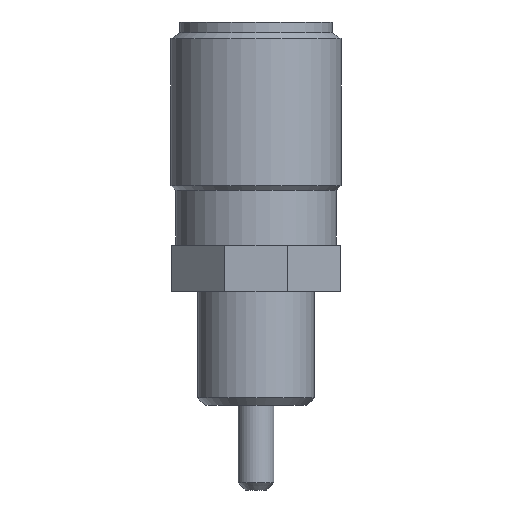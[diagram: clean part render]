
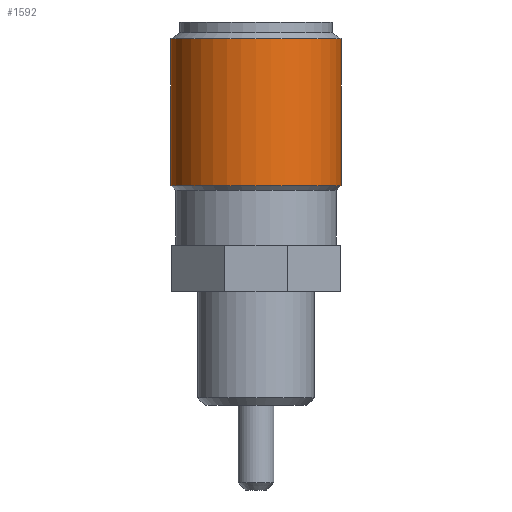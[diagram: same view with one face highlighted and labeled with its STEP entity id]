
A CAD part, front view. The second image highlights one B-rep face of the part: STEP entity #1592.
In plain terms, the highlighted cylindrical face has radius 3.004 mm (diameter 6.008 mm), a full revolution.
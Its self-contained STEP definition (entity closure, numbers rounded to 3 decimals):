
#1525 = CONICAL_SURFACE('',#1526,2.829,0.785);
#1526 = AXIS2_PLACEMENT_3D('',#1527,#1528,#1529);
#1527 = CARTESIAN_POINT('',(0.,0.,3.58));
#1528 = DIRECTION('',(0.,0.,1.));
#1529 = DIRECTION('',(0.,1.,0.));
#1543 = VERTEX_POINT('',#1544);
#1544 = CARTESIAN_POINT('',(0.,3.004,3.754));
#1565 = EDGE_CURVE('',#1543,#1543,#1566,.T.);
#1566 = SURFACE_CURVE('',#1567,(#1572,#1579),.PCURVE_S1.);
#1567 = CIRCLE('',#1568,3.004);
#1568 = AXIS2_PLACEMENT_3D('',#1569,#1570,#1571);
#1569 = CARTESIAN_POINT('',(0.,0.,3.754));
#1570 = DIRECTION('',(0.,0.,-1.));
#1571 = DIRECTION('',(0.,1.,0.));
#1572 = PCURVE('',#1525,#1573);
#1573 = DEFINITIONAL_REPRESENTATION('',(#1574),#1578);
#1574 = LINE('',#1575,#1576);
#1575 = CARTESIAN_POINT('',(-0.,0.175));
#1576 = VECTOR('',#1577,1.);
#1577 = DIRECTION('',(-1.,0.));
#1578 = ( GEOMETRIC_REPRESENTATION_CONTEXT(2) 
PARAMETRIC_REPRESENTATION_CONTEXT() REPRESENTATION_CONTEXT('2D SPACE',''
  ) );
#1579 = PCURVE('',#1580,#1585);
#1580 = CYLINDRICAL_SURFACE('',#1581,3.004);
#1581 = AXIS2_PLACEMENT_3D('',#1582,#1583,#1584);
#1582 = CARTESIAN_POINT('',(0.,0.,3.754));
#1583 = DIRECTION('',(0.,0.,1.));
#1584 = DIRECTION('',(0.,1.,0.));
#1585 = DEFINITIONAL_REPRESENTATION('',(#1586),#1590);
#1586 = LINE('',#1587,#1588);
#1587 = CARTESIAN_POINT('',(-0.,0.));
#1588 = VECTOR('',#1589,1.);
#1589 = DIRECTION('',(-1.,0.));
#1590 = ( GEOMETRIC_REPRESENTATION_CONTEXT(2) 
PARAMETRIC_REPRESENTATION_CONTEXT() REPRESENTATION_CONTEXT('2D SPACE',''
  ) );
#1592 = ADVANCED_FACE('',(#1593),#1580,.T.);
#1593 = FACE_BOUND('',#1594,.F.);
#1594 = EDGE_LOOP('',(#1595,#1596,#1619,#1646));
#1595 = ORIENTED_EDGE('',*,*,#1565,.T.);
#1596 = ORIENTED_EDGE('',*,*,#1597,.T.);
#1597 = EDGE_CURVE('',#1543,#1598,#1600,.T.);
#1598 = VERTEX_POINT('',#1599);
#1599 = CARTESIAN_POINT('',(0.,3.004,8.938));
#1600 = SEAM_CURVE('',#1601,(#1605,#1612),.PCURVE_S1.);
#1601 = LINE('',#1602,#1603);
#1602 = CARTESIAN_POINT('',(0.,3.004,3.754));
#1603 = VECTOR('',#1604,1.);
#1604 = DIRECTION('',(0.,0.,1.));
#1605 = PCURVE('',#1580,#1606);
#1606 = DEFINITIONAL_REPRESENTATION('',(#1607),#1611);
#1607 = LINE('',#1608,#1609);
#1608 = CARTESIAN_POINT('',(-0.,0.));
#1609 = VECTOR('',#1610,1.);
#1610 = DIRECTION('',(-0.,1.));
#1611 = ( GEOMETRIC_REPRESENTATION_CONTEXT(2) 
PARAMETRIC_REPRESENTATION_CONTEXT() REPRESENTATION_CONTEXT('2D SPACE',''
  ) );
#1612 = PCURVE('',#1580,#1613);
#1613 = DEFINITIONAL_REPRESENTATION('',(#1614),#1618);
#1614 = LINE('',#1615,#1616);
#1615 = CARTESIAN_POINT('',(-6.283,0.));
#1616 = VECTOR('',#1617,1.);
#1617 = DIRECTION('',(-0.,1.));
#1618 = ( GEOMETRIC_REPRESENTATION_CONTEXT(2) 
PARAMETRIC_REPRESENTATION_CONTEXT() REPRESENTATION_CONTEXT('2D SPACE',''
  ) );
#1619 = ORIENTED_EDGE('',*,*,#1620,.F.);
#1620 = EDGE_CURVE('',#1598,#1598,#1621,.T.);
#1621 = SURFACE_CURVE('',#1622,(#1627,#1634),.PCURVE_S1.);
#1622 = CIRCLE('',#1623,3.004);
#1623 = AXIS2_PLACEMENT_3D('',#1624,#1625,#1626);
#1624 = CARTESIAN_POINT('',(0.,0.,8.938));
#1625 = DIRECTION('',(0.,0.,-1.));
#1626 = DIRECTION('',(0.,1.,0.));
#1627 = PCURVE('',#1580,#1628);
#1628 = DEFINITIONAL_REPRESENTATION('',(#1629),#1633);
#1629 = LINE('',#1630,#1631);
#1630 = CARTESIAN_POINT('',(-0.,5.184));
#1631 = VECTOR('',#1632,1.);
#1632 = DIRECTION('',(-1.,0.));
#1633 = ( GEOMETRIC_REPRESENTATION_CONTEXT(2) 
PARAMETRIC_REPRESENTATION_CONTEXT() REPRESENTATION_CONTEXT('2D SPACE',''
  ) );
#1634 = PCURVE('',#1635,#1640);
#1635 = CONICAL_SURFACE('',#1636,3.004,0.991);
#1636 = AXIS2_PLACEMENT_3D('',#1637,#1638,#1639);
#1637 = CARTESIAN_POINT('',(0.,0.,8.938));
#1638 = DIRECTION('',(-0.,-0.,-1.));
#1639 = DIRECTION('',(0.,1.,0.));
#1640 = DEFINITIONAL_REPRESENTATION('',(#1641),#1645);
#1641 = LINE('',#1642,#1643);
#1642 = CARTESIAN_POINT('',(0.,-0.));
#1643 = VECTOR('',#1644,1.);
#1644 = DIRECTION('',(1.,-0.));
#1645 = ( GEOMETRIC_REPRESENTATION_CONTEXT(2) 
PARAMETRIC_REPRESENTATION_CONTEXT() REPRESENTATION_CONTEXT('2D SPACE',''
  ) );
#1646 = ORIENTED_EDGE('',*,*,#1597,.F.);
